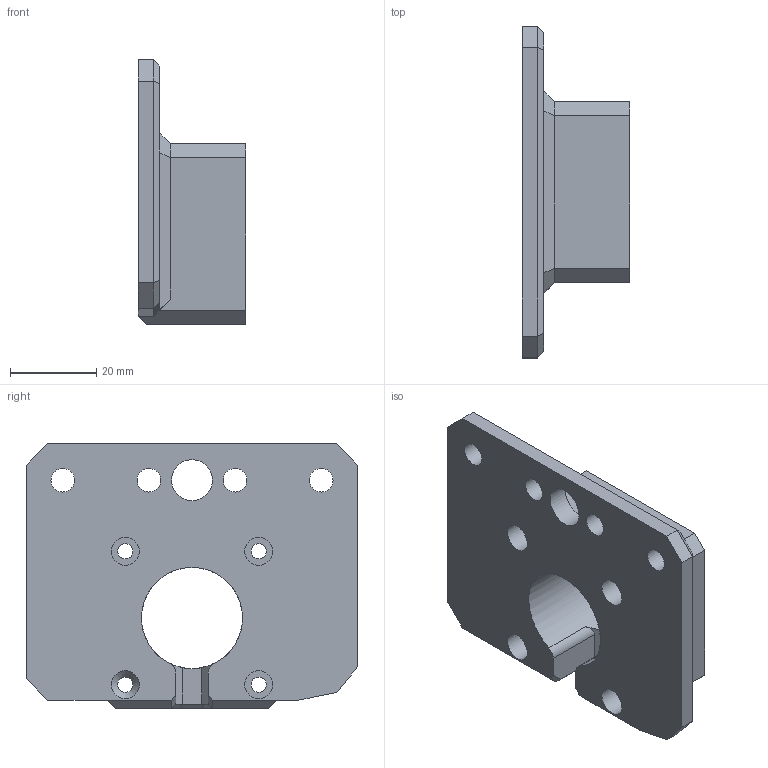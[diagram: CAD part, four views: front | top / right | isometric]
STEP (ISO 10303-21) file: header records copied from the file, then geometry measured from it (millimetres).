
FILE_DESCRIPTION(/* description */ (''),/* implementation_level */ '2;1');
FILE_NAME(/* name */ 'X Axis motor mount.step',/* time_stamp */ '2024-11-17T19:07:08+01:00',/* author */ (''),/* organization */ (''),/* preprocessor_version */ 'ST-DEVELOPER v20',/* originating_system */ 'Autodesk Translation Framework v13.20.0.188',/* authorisation */ '');
FILE_SCHEMA (('AUTOMOTIVE_DESIGN { 1 0 10303 214 3 1 1 }'));
Length unit declared in the file: millimetre
Products named in the file (1): FusionComponent
Bounding box: 25 x 77 x 61.5 mm (x, y, z)
Volume: 42931.5 mm3; surface area: 15935.4 mm2
Topology: 1 solids, 1 shells, 70 faces, 178 edges, 109 vertices
Faces by surface type: plane 50, cylinder 16, cone 4
Full cylindrical faces by diameter (mm): 3.5 x4, 5.5 x4, 6.5 x4, 9.5 x1, 23.5 x1
Entity records: 2146 total; most frequent: CARTESIAN_POINT 358, ORIENTED_EDGE 356, DIRECTION 356, EDGE_CURVE 178, LINE 142, VECTOR 142, VERTEX_POINT 109, AXIS2_PLACEMENT_3D 107
